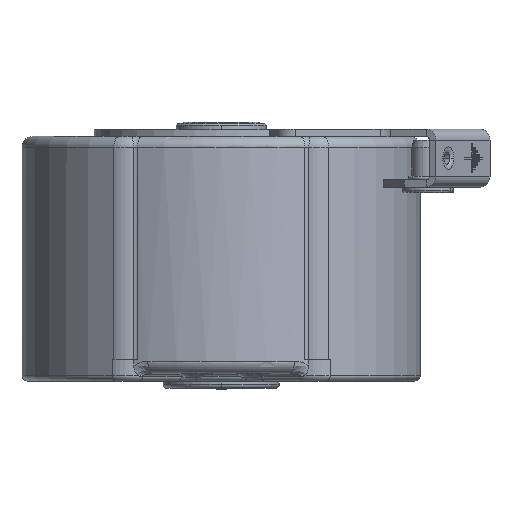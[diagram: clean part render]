
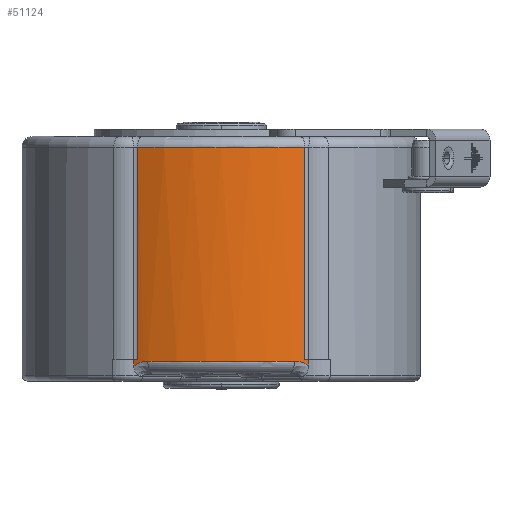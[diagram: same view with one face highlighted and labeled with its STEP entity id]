
A CAD part, front view. The second image highlights one B-rep face of the part: STEP entity #51124.
In plain terms, the highlighted cylindrical face has radius 53 mm (diameter 106 mm), a partial arc.
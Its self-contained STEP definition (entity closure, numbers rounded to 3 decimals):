
#8387=DIRECTION('',(0.,0.,-1.));
#8388=VECTOR('',#8387,58.5);
#8389=CARTESIAN_POINT('',(-23.08,-47.711,8.3));
#8390=LINE('',#8389,#8388);
#8405=CARTESIAN_POINT('',(0.,0.,-50.2));
#8406=DIRECTION('',(0.,0.,1.));
#8407=DIRECTION('',(0.435,-0.9,0.));
#8408=AXIS2_PLACEMENT_3D('',#8405,#8406,#8407);
#8410=DIRECTION('',(0.,0.,-1.));
#8411=VECTOR('',#8410,1.909);
#8412=CARTESIAN_POINT('',(24.096,-47.206,-50.2));
#8413=LINE('',#8412,#8411);
#8414=CARTESIAN_POINT('',(24.096,-47.206,
-52.109));
#8415=CARTESIAN_POINT('',(24.046,-47.231,
-52.062));
#8416=CARTESIAN_POINT('',(23.942,-47.284,
-51.969));
#8417=CARTESIAN_POINT('',(23.775,-47.368,
-51.834));
#8418=CARTESIAN_POINT('',(23.6,-47.456,
-51.704));
#8419=CARTESIAN_POINT('',(23.415,-47.548,
-51.58));
#8420=CARTESIAN_POINT('',(23.22,-47.643,
-51.461));
#8421=CARTESIAN_POINT('',(23.015,-47.742,
-51.349));
#8422=CARTESIAN_POINT('',(22.801,-47.845,
-51.244));
#8423=CARTESIAN_POINT('',(22.578,-47.951,
-51.147));
#8424=CARTESIAN_POINT('',(22.345,-48.059,
-51.057));
#8425=CARTESIAN_POINT('',(22.104,-48.171,
-50.977));
#8426=CARTESIAN_POINT('',(21.853,-48.285,
-50.905));
#8427=CARTESIAN_POINT('',(21.595,-48.401,
-50.844));
#8428=CARTESIAN_POINT('',(21.329,-48.519,
-50.792));
#8429=CARTESIAN_POINT('',(21.055,-48.638,
-50.751));
#8430=CARTESIAN_POINT('',(20.776,-48.759,
-50.722));
#8431=CARTESIAN_POINT('',(20.49,-48.879,
-50.704));
#8432=CARTESIAN_POINT('',(20.297,-48.959,
-50.7));
#8433=CARTESIAN_POINT('',(20.2,-49.,-50.7));
#8435=CARTESIAN_POINT('',(0.,0.,-50.7));
#8436=DIRECTION('',(0.,0.,-1.));
#8437=DIRECTION('',(0.381,-0.925,0.));
#8438=AXIS2_PLACEMENT_3D('',#8435,#8436,#8437);
#8440=CARTESIAN_POINT('',(-20.2,-49.,-50.7));
#8441=CARTESIAN_POINT('',(-20.297,-48.959,
-50.7));
#8442=CARTESIAN_POINT('',(-20.491,-48.879,
-50.704));
#8443=CARTESIAN_POINT('',(-20.776,-48.758,
-50.722));
#8444=CARTESIAN_POINT('',(-21.056,-48.638,
-50.752));
#8445=CARTESIAN_POINT('',(-21.329,-48.519,
-50.792));
#8446=CARTESIAN_POINT('',(-21.595,-48.401,
-50.844));
#8447=CARTESIAN_POINT('',(-21.854,-48.285,
-50.905));
#8448=CARTESIAN_POINT('',(-22.104,-48.171,
-50.977));
#8449=CARTESIAN_POINT('',(-22.345,-48.059,
-51.058));
#8450=CARTESIAN_POINT('',(-22.578,-47.951,
-51.147));
#8451=CARTESIAN_POINT('',(-22.801,-47.845,
-51.244));
#8452=CARTESIAN_POINT('',(-23.015,-47.742,
-51.349));
#8453=CARTESIAN_POINT('',(-23.22,-47.643,
-51.461));
#8454=CARTESIAN_POINT('',(-23.414,-47.548,
-51.58));
#8455=CARTESIAN_POINT('',(-23.6,-47.456,
-51.704));
#8456=CARTESIAN_POINT('',(-23.776,-47.368,
-51.834));
#8457=CARTESIAN_POINT('',(-23.942,-47.284,
-51.969));
#8458=CARTESIAN_POINT('',(-24.046,-47.231,
-52.062));
#8459=CARTESIAN_POINT('',(-24.096,-47.206,
-52.109));
#8461=DIRECTION('',(0.,0.,1.));
#8462=VECTOR('',#8461,1.909);
#8463=CARTESIAN_POINT('',(-24.096,-47.206,
-52.109));
#8464=LINE('',#8463,#8462);
#8465=CARTESIAN_POINT('',(0.,0.,-50.2));
#8466=DIRECTION('',(0.,0.,1.));
#8467=DIRECTION('',(-0.455,-0.891,0.));
#8468=AXIS2_PLACEMENT_3D('',#8465,#8466,#8467);
#8470=CARTESIAN_POINT('',(0.,0.,8.3));
#8471=DIRECTION('',(0.,0.,-1.));
#8472=DIRECTION('',(0.435,-0.9,0.));
#8473=AXIS2_PLACEMENT_3D('',#8470,#8471,#8472);
#8484=DIRECTION('',(0.,0.,1.));
#8485=VECTOR('',#8484,58.5);
#8486=CARTESIAN_POINT('',(23.08,-47.711,-50.2));
#8487=LINE('',#8486,#8485);
#34210=VERTEX_POINT('',#8440);
#34211=VERTEX_POINT('',#8459);
#34213=CARTESIAN_POINT('',(20.2,-49.,-50.7));
#34214=VERTEX_POINT('',#34213);
#34218=VERTEX_POINT('',#8414);
#35292=CARTESIAN_POINT('',(23.08,-47.711,8.3));
#35293=CARTESIAN_POINT('',(-23.08,-47.711,8.3));
#35294=VERTEX_POINT('',#35292);
#35295=VERTEX_POINT('',#35293);
#35782=CARTESIAN_POINT('',(-24.096,-47.206,-50.2));
#35783=CARTESIAN_POINT('',(-23.08,-47.711,-50.2));
#35784=VERTEX_POINT('',#35782);
#35785=VERTEX_POINT('',#35783);
#35786=CARTESIAN_POINT('',(23.08,-47.711,-50.2));
#35787=CARTESIAN_POINT('',(24.096,-47.206,-50.2));
#35788=VERTEX_POINT('',#35786);
#35789=VERTEX_POINT('',#35787);
#51098=CARTESIAN_POINT('',(0.,0.,-54.2));
#51099=DIRECTION('',(0.,0.,1.));
#51100=DIRECTION('',(1.,0.,0.));
#51101=AXIS2_PLACEMENT_3D('',#51098,#51099,#51100);
#51102=CYLINDRICAL_SURFACE('',#51101,53.);
#51104=ORIENTED_EDGE('',*,*,#51103,.F.);
#51106=ORIENTED_EDGE('',*,*,#51105,.T.);
#51108=ORIENTED_EDGE('',*,*,#51107,.T.);
#51110=ORIENTED_EDGE('',*,*,#51109,.T.);
#51112=ORIENTED_EDGE('',*,*,#51111,.T.);
#51114=ORIENTED_EDGE('',*,*,#51113,.T.);
#51116=ORIENTED_EDGE('',*,*,#51115,.T.);
#51118=ORIENTED_EDGE('',*,*,#51117,.T.);
#51119=ORIENTED_EDGE('',*,*,#51081,.F.);
#51121=ORIENTED_EDGE('',*,*,#51120,.F.);
#51122=EDGE_LOOP('',(#51104,#51106,#51108,#51110,#51112,#51114,#51116,#51118,
#51119,#51121));
#51123=FACE_OUTER_BOUND('',#51122,.F.);
#8409=CIRCLE('',#8408,53.);
#8434=B_SPLINE_CURVE_WITH_KNOTS('',3,(#8414,#8415,#8416,#8417,#8418,#8419,#8420,
#8421,#8422,#8423,#8424,#8425,#8426,#8427,#8428,#8429,#8430,#8431,#8432,#8433),
.UNSPECIFIED.,.F.,.F.,(4,1,1,1,1,1,1,1,1,1,1,1,1,1,1,1,1,4),(0.,
0.059,0.118,0.176,0.235,
0.294,0.353,0.412,0.471,
0.529,0.588,0.647,0.706,
0.765,0.824,0.882,0.941,1.),
.UNSPECIFIED.);
#8439=CIRCLE('',#8438,53.);
#8460=B_SPLINE_CURVE_WITH_KNOTS('',3,(#8440,#8441,#8442,#8443,#8444,#8445,#8446,
#8447,#8448,#8449,#8450,#8451,#8452,#8453,#8454,#8455,#8456,#8457,#8458,#8459),
.UNSPECIFIED.,.F.,.F.,(4,1,1,1,1,1,1,1,1,1,1,1,1,1,1,1,1,4),(0.,
0.059,0.118,0.176,0.235,
0.294,0.353,0.412,0.471,
0.529,0.588,0.647,0.706,
0.765,0.824,0.882,0.941,1.),
.UNSPECIFIED.);
#8469=CIRCLE('',#8468,53.);
#8474=CIRCLE('',#8473,53.);
#51081=EDGE_CURVE('',#35295,#35785,#8390,.T.);
#51103=EDGE_CURVE('',#35788,#35294,#8487,.T.);
#51105=EDGE_CURVE('',#35788,#35789,#8409,.T.);
#51107=EDGE_CURVE('',#35789,#34218,#8413,.T.);
#51109=EDGE_CURVE('',#34218,#34214,#8434,.T.);
#51111=EDGE_CURVE('',#34214,#34210,#8439,.T.);
#51113=EDGE_CURVE('',#34210,#34211,#8460,.T.);
#51115=EDGE_CURVE('',#34211,#35784,#8464,.T.);
#51117=EDGE_CURVE('',#35784,#35785,#8469,.T.);
#51120=EDGE_CURVE('',#35294,#35295,#8474,.T.);
#51124=ADVANCED_FACE('',(#51123),#51102,.T.);
